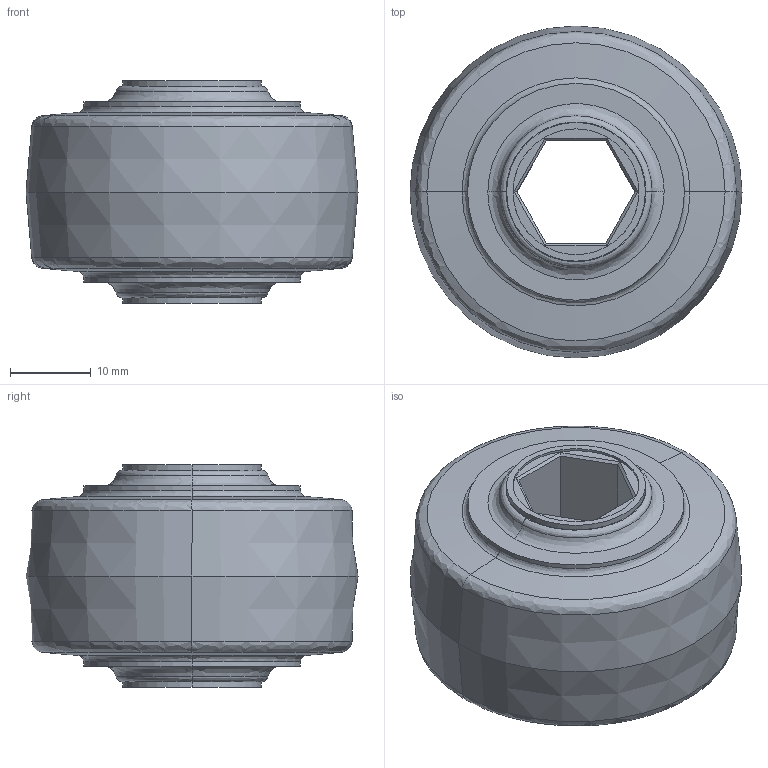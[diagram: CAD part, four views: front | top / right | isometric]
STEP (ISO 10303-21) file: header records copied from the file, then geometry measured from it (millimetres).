
FILE_DESCRIPTION (( 'STEP AP203' ), '1' );
FILE_NAME ('217-4045-STEP-20141015.STEP', '2014-10-15T20:59:39', ( 'IFMI-VEX04' ), ( '' ), 'SwSTEP 2.0', 'SolidWorks 2014', '' );
FILE_SCHEMA (( 'CONFIG_CONTROL_DESIGN' ));
Length unit declared in the file: millimetre
Products named in the file (1): 217-4045-STEP-20141015
Bounding box: 41.15 x 41.15 x 27.59 mm (x, y, z)
Volume: 23782.2 mm3; surface area: 6012.3 mm2
Topology: 1 solids, 1 shells, 62 faces, 132 edges, 78 vertices
Faces by surface type: plane 26, bspline 16, cone 16, cylinder 4
Entity records: 2453 total; most frequent: CARTESIAN_POINT 1069, DIRECTION 280, ORIENTED_EDGE 264, EDGE_CURVE 132, AXIS2_PLACEMENT_3D 109, VERTEX_POINT 78, EDGE_LOOP 70, VECTOR 62
